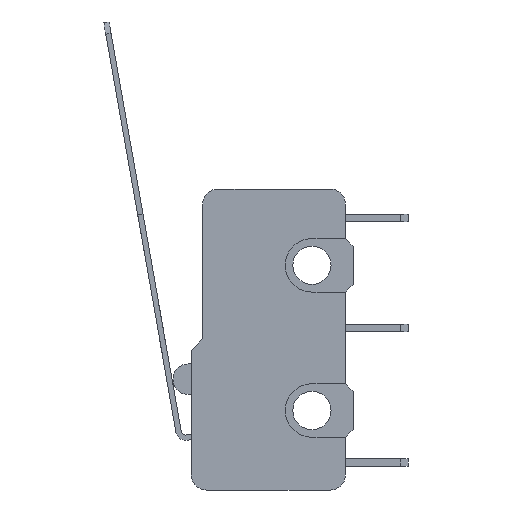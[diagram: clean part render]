
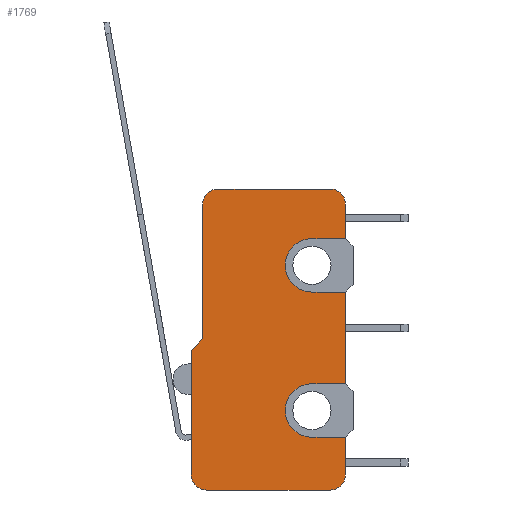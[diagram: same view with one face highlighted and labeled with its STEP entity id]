
A CAD part, left-side view. The second image highlights one B-rep face of the part: STEP entity #1769.
In plain terms, the highlighted planar face has unit normal (-1, 0, 0).
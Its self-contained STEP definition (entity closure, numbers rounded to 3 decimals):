
#45=CIRCLE('',#1886,1.);
#46=CIRCLE('',#1889,1.);
#47=CIRCLE('',#1894,1.);
#48=CIRCLE('',#1897,1.);
#49=CIRCLE('',#1900,1.75);
#50=CIRCLE('',#1901,1.75);
#159=FACE_OUTER_BOUND('',#266,.T.);
#266=EDGE_LOOP('',(#1390,#1391,#1392,#1393,#1394,#1395,#1396,#1397,#1398,
#1399,#1400,#1401,#1402,#1403,#1404,#1405,#1406,#1407));
#411=LINE('',#2664,#622);
#414=LINE('',#2670,#625);
#417=LINE('',#2678,#628);
#420=LINE('',#2686,#631);
#422=LINE('',#2690,#633);
#424=LINE('',#2694,#635);
#427=LINE('',#2702,#638);
#430=LINE('',#2710,#641);
#432=LINE('',#2714,#643);
#433=LINE('',#2716,#644);
#434=LINE('',#2719,#645);
#435=LINE('',#2721,#646);
#622=VECTOR('',#2160,10.);
#625=VECTOR('',#2165,10.);
#628=VECTOR('',#2174,10.);
#631=VECTOR('',#2183,10.);
#633=VECTOR('',#2187,10.);
#635=VECTOR('',#2191,10.);
#638=VECTOR('',#2200,10.);
#641=VECTOR('',#2209,10.);
#643=VECTOR('',#2213,10.);
#644=VECTOR('',#2214,10.);
#645=VECTOR('',#2217,10.);
#646=VECTOR('',#2218,10.);
#817=VERTEX_POINT('',#2661);
#818=VERTEX_POINT('',#2663);
#819=VERTEX_POINT('',#2667);
#820=VERTEX_POINT('',#2669);
#821=VERTEX_POINT('',#2673);
#822=VERTEX_POINT('',#2677);
#823=VERTEX_POINT('',#2681);
#824=VERTEX_POINT('',#2685);
#825=VERTEX_POINT('',#2689);
#826=VERTEX_POINT('',#2693);
#827=VERTEX_POINT('',#2697);
#828=VERTEX_POINT('',#2701);
#829=VERTEX_POINT('',#2705);
#830=VERTEX_POINT('',#2709);
#831=VERTEX_POINT('',#2713);
#832=VERTEX_POINT('',#2715);
#833=VERTEX_POINT('',#2717);
#834=VERTEX_POINT('',#2720);
#1009=EDGE_CURVE('',#818,#817,#411,.T.);
#1012=EDGE_CURVE('',#820,#819,#414,.T.);
#1014=EDGE_CURVE('',#821,#820,#45,.T.);
#1016=EDGE_CURVE('',#822,#821,#417,.T.);
#1018=EDGE_CURVE('',#823,#822,#46,.T.);
#1020=EDGE_CURVE('',#824,#823,#420,.T.);
#1022=EDGE_CURVE('',#825,#824,#422,.T.);
#1024=EDGE_CURVE('',#826,#825,#424,.T.);
#1026=EDGE_CURVE('',#827,#826,#47,.T.);
#1028=EDGE_CURVE('',#828,#827,#427,.T.);
#1030=EDGE_CURVE('',#829,#828,#48,.T.);
#1032=EDGE_CURVE('',#830,#829,#430,.T.);
#1034=EDGE_CURVE('',#830,#831,#432,.T.);
#1035=EDGE_CURVE('',#832,#819,#433,.T.);
#1036=EDGE_CURVE('',#833,#832,#49,.T.);
#1037=EDGE_CURVE('',#818,#833,#434,.T.);
#1038=EDGE_CURVE('',#834,#817,#435,.T.);
#1039=EDGE_CURVE('',#831,#834,#50,.T.);
#1390=ORIENTED_EDGE('',*,*,#1034,.F.);
#1391=ORIENTED_EDGE('',*,*,#1032,.T.);
#1392=ORIENTED_EDGE('',*,*,#1030,.T.);
#1393=ORIENTED_EDGE('',*,*,#1028,.T.);
#1394=ORIENTED_EDGE('',*,*,#1026,.T.);
#1395=ORIENTED_EDGE('',*,*,#1024,.T.);
#1396=ORIENTED_EDGE('',*,*,#1022,.T.);
#1397=ORIENTED_EDGE('',*,*,#1020,.T.);
#1398=ORIENTED_EDGE('',*,*,#1018,.T.);
#1399=ORIENTED_EDGE('',*,*,#1016,.T.);
#1400=ORIENTED_EDGE('',*,*,#1014,.T.);
#1401=ORIENTED_EDGE('',*,*,#1012,.T.);
#1402=ORIENTED_EDGE('',*,*,#1035,.F.);
#1403=ORIENTED_EDGE('',*,*,#1036,.F.);
#1404=ORIENTED_EDGE('',*,*,#1037,.F.);
#1405=ORIENTED_EDGE('',*,*,#1009,.T.);
#1406=ORIENTED_EDGE('',*,*,#1038,.F.);
#1407=ORIENTED_EDGE('',*,*,#1039,.F.);
#1683=PLANE('',#1899);
#1769=ADVANCED_FACE('',(#159),#1683,.T.);
#1886=AXIS2_PLACEMENT_3D('',#2674,#2169,#2170);
#1889=AXIS2_PLACEMENT_3D('',#2682,#2178,#2179);
#1894=AXIS2_PLACEMENT_3D('',#2698,#2195,#2196);
#1897=AXIS2_PLACEMENT_3D('',#2706,#2204,#2205);
#1899=AXIS2_PLACEMENT_3D('',#2712,#2211,#2212);
#1900=AXIS2_PLACEMENT_3D('',#2718,#2215,#2216);
#1901=AXIS2_PLACEMENT_3D('',#2722,#2219,#2220);
#2160=DIRECTION('',(0.,0.,1.));
#2165=DIRECTION('',(0.,0.,1.));
#2169=DIRECTION('center_axis',(-1.,0.,0.));
#2170=DIRECTION('ref_axis',(0.,0.,
-1.));
#2174=DIRECTION('',(0.,-1.,0.));
#2178=DIRECTION('center_axis',(-1.,0.,0.));
#2179=DIRECTION('ref_axis',(0.,1.,0.));
#2183=DIRECTION('',(0.,0.,-1.));
#2187=DIRECTION('',(0.,0.707,-0.707));
#2191=DIRECTION('',(0.,0.,-1.));
#2195=DIRECTION('center_axis',(-1.,0.,0.));
#2196=DIRECTION('ref_axis',(0.,0.,
1.));
#2200=DIRECTION('',(0.,1.,0.));
#2204=DIRECTION('center_axis',(-1.,0.,0.));
#2205=DIRECTION('ref_axis',(0.,-1.,0.));
#2209=DIRECTION('',(0.,0.,1.));
#2211=DIRECTION('center_axis',(-1.,0.,0.));
#2212=DIRECTION('ref_axis',(0.,0.,1.));
#2213=DIRECTION('',(0.,1.,0.));
#2214=DIRECTION('',(0.,-1.,0.));
#2215=DIRECTION('center_axis',(-1.,0.,0.));
#2216=DIRECTION('ref_axis',(0.,0.,1.));
#2217=DIRECTION('',(0.,1.,0.));
#2218=DIRECTION('',(0.,-1.,0.));
#2219=DIRECTION('center_axis',(-1.,0.,0.));
#2220=DIRECTION('ref_axis',(0.,0.,1.));
#2661=CARTESIAN_POINT('',(-3.,-4.8,3.104));
#2663=CARTESIAN_POINT('',(-3.,-4.8,-2.896));
#2664=CARTESIAN_POINT('',(-3.,-4.8,-2.896));
#2667=CARTESIAN_POINT('',(-3.,-4.8,-6.396));
#2669=CARTESIAN_POINT('',(-3.,-4.8,-8.85));
#2670=CARTESIAN_POINT('',(-3.,-4.8,-8.85));
#2673=CARTESIAN_POINT('',(-3.,-3.8,-9.85));
#2674=CARTESIAN_POINT('Origin',(-3.,-3.8,-8.85));
#2677=CARTESIAN_POINT('',(-3.,4.3,-9.85));
#2678=CARTESIAN_POINT('',(-3.,4.3,-9.85));
#2681=CARTESIAN_POINT('',(-3.,5.3,-8.85));
#2682=CARTESIAN_POINT('Origin',(-3.,4.3,-8.85));
#2685=CARTESIAN_POINT('',(-3.,5.3,-0.706));
#2686=CARTESIAN_POINT('',(-3.,5.3,-0.706));
#2689=CARTESIAN_POINT('',(-3.,4.55,0.044));
#2690=CARTESIAN_POINT('',(-3.,5.3,-0.706));
#2693=CARTESIAN_POINT('',(-3.,4.55,8.85));
#2694=CARTESIAN_POINT('',(-3.,4.55,8.85));
#2697=CARTESIAN_POINT('',(-3.,3.55,9.85));
#2698=CARTESIAN_POINT('Origin',(-3.,3.55,8.85));
#2701=CARTESIAN_POINT('',(-3.,-3.8,9.85));
#2702=CARTESIAN_POINT('',(-3.,-3.8,9.85));
#2705=CARTESIAN_POINT('',(-3.,-4.8,8.85));
#2706=CARTESIAN_POINT('Origin',(-3.,-3.8,8.85));
#2709=CARTESIAN_POINT('',(-3.,-4.8,6.604));
#2710=CARTESIAN_POINT('',(-3.,-4.8,6.604));
#2712=CARTESIAN_POINT('Origin',(-3.,0.25,0.));
#2713=CARTESIAN_POINT('',(-3.,-2.6,6.604));
#2714=CARTESIAN_POINT('',(-3.,-2.275,6.604));
#2715=CARTESIAN_POINT('',(-3.,-2.6,-6.396));
#2716=CARTESIAN_POINT('',(-3.,-1.175,-6.396));
#2717=CARTESIAN_POINT('',(-3.,-2.6,-2.896));
#2718=CARTESIAN_POINT('Origin',(-3.,-2.6,-4.646));
#2719=CARTESIAN_POINT('',(-3.,-2.275,-2.896));
#2720=CARTESIAN_POINT('',(-3.,-2.6,3.104));
#2721=CARTESIAN_POINT('',(-3.,-1.175,3.104));
#2722=CARTESIAN_POINT('Origin',(-3.,-2.6,4.854));
